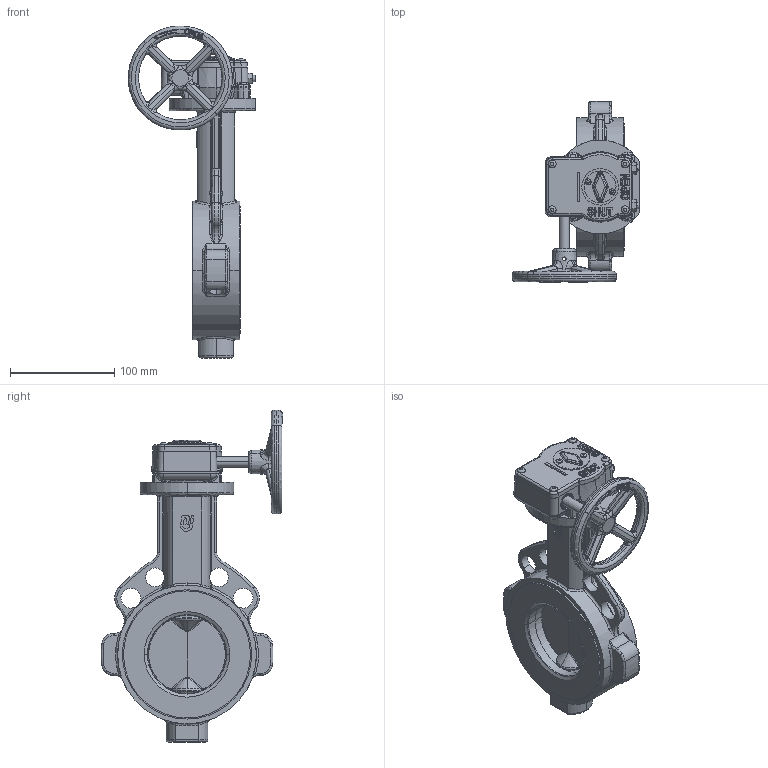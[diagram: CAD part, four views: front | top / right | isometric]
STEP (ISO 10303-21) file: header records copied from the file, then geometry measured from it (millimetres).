
FILE_DESCRIPTION(('HOOPS Exchange Step'),'2;1');
FILE_NAME('AK09_DN80_PN10-16_ansi150_Handgetriebe.stp','2025-10-06T11:13:36+02:00',('nieru'),('Unknown organisation'),'HOOPS Exchange 2024.2','HOOPS Exchange','Unknown authorisation');
FILE_SCHEMA( ('AP203_CONFIGURATION_CONTROLLED_3D_DESIGN_OF_MECHANICAL_PARTS_AND_ASSEMBLIES_MIM_LF') );
Length unit declared in the file: millimetre
Products named in the file (3): 0; root
Assembly tree (2 placements, depth 3):
  root
    0
      0
Bounding box: 122.28 x 174.43 x 318.36 mm (x, y, z)
Volume: 896741.9 mm3; surface area: 164770.5 mm2
Topology: 3 solids, 23 shells, 2190 faces, 5505 edges, 3233 vertices
Faces by surface type: cylinder 602, plane 462, bspline 382, cone 307, torus 295, sphere 142
Entity records: 168356 total; most frequent: CARTESIAN_POINT 122878, ORIENTED_EDGE 10648, DIRECTION 7238, EDGE_CURVE 5324, VERTEX_POINT 3233, AXIS2_PLACEMENT_3D 3009, B_SPLINE_CURVE_WITH_KNOTS 2583, EDGE_LOOP 2301
